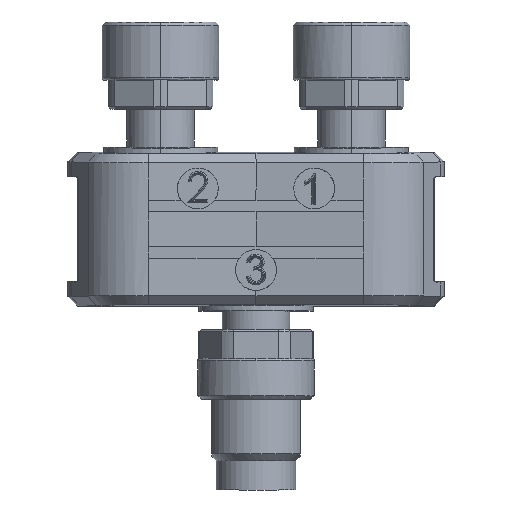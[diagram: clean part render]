
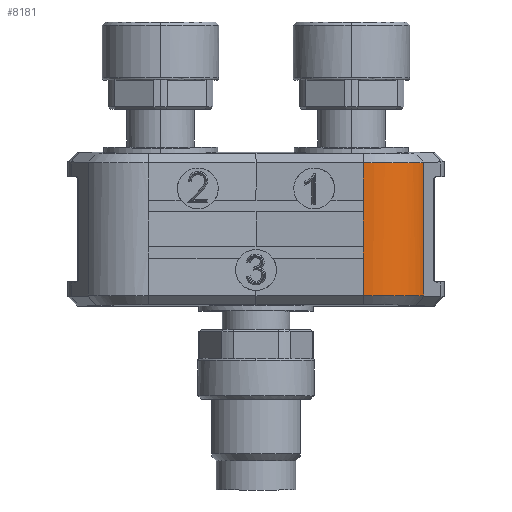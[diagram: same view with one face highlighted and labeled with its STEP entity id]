
A CAD part, front view. The second image highlights one B-rep face of the part: STEP entity #8181.
In plain terms, the highlighted cylindrical face has radius 5.5 mm (diameter 11 mm), a partial arc.
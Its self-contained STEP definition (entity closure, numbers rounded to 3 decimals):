
#8120=AXIS2_PLACEMENT_3D('Cylinder Axis2P3D',#8117,#8118,#8119) ;
#7220=CARTESIAN_POINT('Vertex',(30.563,2.753,16.663)) ;
#7253=CARTESIAN_POINT('Control Point',(25.368,0.02,16.704)) ;
#7254=CARTESIAN_POINT('Control Point',(27.436,-0.166,16.707)) ;
#7255=CARTESIAN_POINT('Control Point',(29.545,0.944,16.69)) ;
#7256=CARTESIAN_POINT('Control Point',(30.563,2.753,16.663)) ;
#7257=CARTESIAN_POINT('Vertex',(25.368,0.02,16.704)) ;
#8096=CARTESIAN_POINT('Vertex',(30.563,2.753,28.137)) ;
#8099=CARTESIAN_POINT('Line Origine',(30.563,2.753,22.4)) ;
#8117=CARTESIAN_POINT('Axis2P3D Location',(25.8,5.503,29.)) ;
#8122=CARTESIAN_POINT('Line Origine',(25.368,0.02,29.)) ;
#8126=CARTESIAN_POINT('Vertex',(25.368,0.02,28.096)) ;
#8128=CARTESIAN_POINT('Vertex',(25.368,0.02,24.9)) ;
#8131=CARTESIAN_POINT('Line Origine',(25.368,0.02,29.)) ;
#8135=CARTESIAN_POINT('Vertex',(25.368,0.02,23.9)) ;
#8138=CARTESIAN_POINT('Line Origine',(25.368,0.02,29.)) ;
#8142=CARTESIAN_POINT('Vertex',(25.368,0.02,20.9)) ;
#8145=CARTESIAN_POINT('Line Origine',(25.368,0.02,29.)) ;
#8149=CARTESIAN_POINT('Vertex',(25.368,0.02,19.9)) ;
#8152=CARTESIAN_POINT('Line Origine',(25.368,0.02,29.)) ;
#8158=CARTESIAN_POINT('Control Point',(25.368,0.02,28.096)) ;
#8159=CARTESIAN_POINT('Control Point',(25.829,-0.016,28.095)) ;
#8160=CARTESIAN_POINT('Control Point',(26.292,-0.004,28.095)) ;
#8161=CARTESIAN_POINT('Control Point',(26.745,0.057,28.096)) ;
#8162=CARTESIAN_POINT('Control Point',(27.625,0.266,28.099)) ;
#8163=CARTESIAN_POINT('Control Point',(28.445,0.649,28.105)) ;
#8164=CARTESIAN_POINT('Control Point',(28.838,0.883,28.109)) ;
#8165=CARTESIAN_POINT('Control Point',(29.472,1.36,28.116)) ;
#8166=CARTESIAN_POINT('Control Point',(30.009,1.94,28.124)) ;
#8167=CARTESIAN_POINT('Control Point',(30.214,2.197,28.128)) ;
#8168=CARTESIAN_POINT('Control Point',(30.399,2.468,28.132)) ;
#8169=CARTESIAN_POINT('Control Point',(30.563,2.753,28.137)) ;
#8100=DIRECTION('Vector Direction',(0.,0.,-1.)) ;
#8118=DIRECTION('Axis2P3D Direction',(0.,0.,-1.)) ;
#8119=DIRECTION('Axis2P3D XDirection',(1.,0.,0.)) ;
#8123=DIRECTION('Vector Direction',(0.,0.,-1.)) ;
#8132=DIRECTION('Vector Direction',(0.,0.,-1.)) ;
#8139=DIRECTION('Vector Direction',(0.,0.,-1.)) ;
#8146=DIRECTION('Vector Direction',(0.,0.,-1.)) ;
#8153=DIRECTION('Vector Direction',(0.,0.,-1.)) ;
#8101=VECTOR('Line Direction',#8100,1.) ;
#8124=VECTOR('Line Direction',#8123,1.) ;
#8133=VECTOR('Line Direction',#8132,1.) ;
#8140=VECTOR('Line Direction',#8139,1.) ;
#8147=VECTOR('Line Direction',#8146,1.) ;
#8154=VECTOR('Line Direction',#8153,1.) ;
#8172=ORIENTED_EDGE('',*,*,#8130,.T.) ;
#8173=ORIENTED_EDGE('',*,*,#8137,.T.) ;
#8174=ORIENTED_EDGE('',*,*,#8144,.T.) ;
#8175=ORIENTED_EDGE('',*,*,#8151,.T.) ;
#8176=ORIENTED_EDGE('',*,*,#8156,.T.) ;
#8177=ORIENTED_EDGE('',*,*,#7259,.F.) ;
#8178=ORIENTED_EDGE('',*,*,#8103,.F.) ;
#8179=ORIENTED_EDGE('',*,*,#8170,.F.) ;
#8181=ADVANCED_FACE('K\X2\00F6\X0\rper.4',(#8180),#8121,.T.) ;
#7252=B_SPLINE_CURVE_WITH_KNOTS('',3,(#7253,#7254,#7255,#7256),.UNSPECIFIED.,.F.,.U.,(4,4),(3.063,9.123),.UNSPECIFIED.) ;
#8157=B_SPLINE_CURVE_WITH_KNOTS('',5,(#8158,#8159,#8160,#8161,#8162,#8163,#8164,#8165,#8166,#8167,#8168,#8169),.UNSPECIFIED.,.F.,.U.,(6,3,3,6),(0.,3.351,6.702,9.085),.UNSPECIFIED.) ;
#8121=CYLINDRICAL_SURFACE('generated cylinder',#8120,5.5) ;
#7259=EDGE_CURVE('',#7221,#7258,#7252,.F.) ;
#8103=EDGE_CURVE('',#8097,#7221,#8102,.T.) ;
#8130=EDGE_CURVE('',#8127,#8129,#8125,.T.) ;
#8137=EDGE_CURVE('',#8129,#8136,#8134,.T.) ;
#8144=EDGE_CURVE('',#8136,#8143,#8141,.T.) ;
#8151=EDGE_CURVE('',#8143,#8150,#8148,.T.) ;
#8156=EDGE_CURVE('',#8150,#7258,#8155,.T.) ;
#8170=EDGE_CURVE('',#8127,#8097,#8157,.T.) ;
#8171=EDGE_LOOP('',(#8172,#8173,#8174,#8175,#8176,#8177,#8178,#8179)) ;
#8180=FACE_OUTER_BOUND('',#8171,.T.) ;
#8102=LINE('Line',#8099,#8101) ;
#8125=LINE('Line',#8122,#8124) ;
#8134=LINE('Line',#8131,#8133) ;
#8141=LINE('Line',#8138,#8140) ;
#8148=LINE('Line',#8145,#8147) ;
#8155=LINE('Line',#8152,#8154) ;
#7221=VERTEX_POINT('',#7220) ;
#7258=VERTEX_POINT('',#7257) ;
#8097=VERTEX_POINT('',#8096) ;
#8127=VERTEX_POINT('',#8126) ;
#8129=VERTEX_POINT('',#8128) ;
#8136=VERTEX_POINT('',#8135) ;
#8143=VERTEX_POINT('',#8142) ;
#8150=VERTEX_POINT('',#8149) ;
